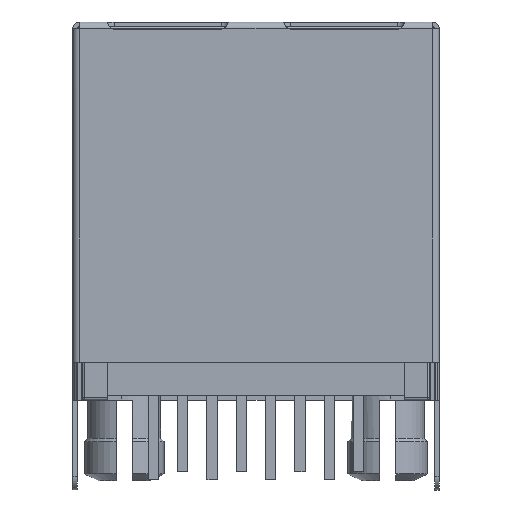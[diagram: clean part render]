
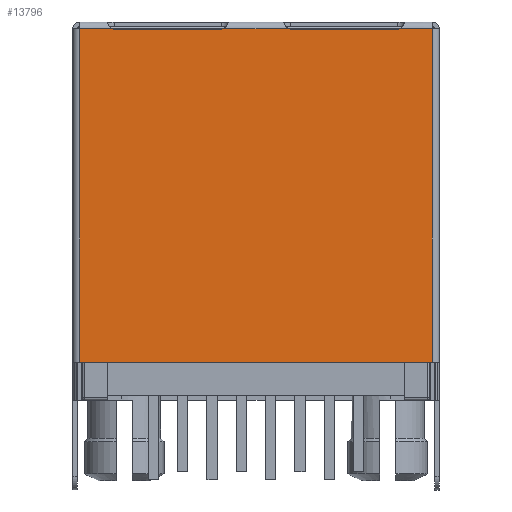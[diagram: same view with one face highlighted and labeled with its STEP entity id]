
A CAD part, front view. The second image highlights one B-rep face of the part: STEP entity #13796.
In plain terms, the highlighted planar face has unit normal (0, -1, 0).
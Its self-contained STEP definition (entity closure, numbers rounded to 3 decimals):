
#575=PLANE('',#14892);
#1288=FACE_OUTER_BOUND('',#2084,.T.);
#2084=EDGE_LOOP('',(#11853,#11854,#11855,#11856,#11857,#11858,#11859,#11860,
#11861,#11862,#11863,#11864));
#3485=LINE('',#21762,#5139);
#3499=LINE('',#21892,#5153);
#3535=LINE('',#22062,#5189);
#3536=LINE('',#22064,#5190);
#3537=LINE('',#22066,#5191);
#3538=LINE('',#22068,#5192);
#3539=LINE('',#22069,#5193);
#3540=LINE('',#22070,#5194);
#5139=VECTOR('',#17736,10.);
#5153=VECTOR('',#17778,10.);
#5189=VECTOR('',#17846,10.);
#5190=VECTOR('',#17847,10.);
#5191=VECTOR('',#17848,10.);
#5192=VECTOR('',#17849,10.);
#5193=VECTOR('',#17850,10.);
#5194=VECTOR('',#17851,10.);
#5832=CIRCLE('',#14861,0.3);
#5834=CIRCLE('',#14865,0.3);
#5840=CIRCLE('',#14875,0.3);
#5842=CIRCLE('',#14879,0.3);
#6778=VERTEX_POINT('',#21753);
#6779=VERTEX_POINT('',#21755);
#6781=VERTEX_POINT('',#21761);
#6783=VERTEX_POINT('',#21767);
#6796=VERTEX_POINT('',#21883);
#6797=VERTEX_POINT('',#21885);
#6799=VERTEX_POINT('',#21891);
#6801=VERTEX_POINT('',#21897);
#6833=VERTEX_POINT('',#22061);
#6834=VERTEX_POINT('',#22063);
#6835=VERTEX_POINT('',#22065);
#6836=VERTEX_POINT('',#22067);
#8472=EDGE_CURVE('',#6779,#6778,#5832,.T.);
#8475=EDGE_CURVE('',#6781,#6779,#3485,.T.);
#8478=EDGE_CURVE('',#6783,#6781,#5834,.T.);
#8498=EDGE_CURVE('',#6797,#6796,#5840,.T.);
#8501=EDGE_CURVE('',#6799,#6797,#3499,.T.);
#8504=EDGE_CURVE('',#6801,#6799,#5842,.T.);
#8549=EDGE_CURVE('',#6778,#6833,#3535,.T.);
#8550=EDGE_CURVE('',#6833,#6834,#3536,.T.);
#8551=EDGE_CURVE('',#6834,#6835,#3537,.T.);
#8552=EDGE_CURVE('',#6835,#6836,#3538,.T.);
#8553=EDGE_CURVE('',#6836,#6801,#3539,.T.);
#8554=EDGE_CURVE('',#6796,#6783,#3540,.T.);
#11853=ORIENTED_EDGE('',*,*,#8478,.T.);
#11854=ORIENTED_EDGE('',*,*,#8475,.T.);
#11855=ORIENTED_EDGE('',*,*,#8472,.T.);
#11856=ORIENTED_EDGE('',*,*,#8549,.T.);
#11857=ORIENTED_EDGE('',*,*,#8550,.T.);
#11858=ORIENTED_EDGE('',*,*,#8551,.T.);
#11859=ORIENTED_EDGE('',*,*,#8552,.T.);
#11860=ORIENTED_EDGE('',*,*,#8553,.T.);
#11861=ORIENTED_EDGE('',*,*,#8504,.T.);
#11862=ORIENTED_EDGE('',*,*,#8501,.T.);
#11863=ORIENTED_EDGE('',*,*,#8498,.T.);
#11864=ORIENTED_EDGE('',*,*,#8554,.T.);
#13796=ADVANCED_FACE('',(#1288),#575,.T.);
#14861=AXIS2_PLACEMENT_3D('',#21756,#17730,#17731);
#14865=AXIS2_PLACEMENT_3D('',#21768,#17742,#17743);
#14875=AXIS2_PLACEMENT_3D('',#21886,#17772,#17773);
#14879=AXIS2_PLACEMENT_3D('',#21898,#17784,#17785);
#14892=AXIS2_PLACEMENT_3D('',#22060,#17844,#17845);
#17730=DIRECTION('center_axis',(0.,1.,0.));
#17731=DIRECTION('ref_axis',(-1.,0.,0.));
#17736=DIRECTION('',(-1.,0.,0.));
#17742=DIRECTION('center_axis',(0.,1.,0.));
#17743=DIRECTION('ref_axis',(0.,0.,
-1.));
#17772=DIRECTION('center_axis',(0.,1.,0.));
#17773=DIRECTION('ref_axis',(1.,0.,0.));
#17778=DIRECTION('',(-1.,0.,0.));
#17784=DIRECTION('center_axis',(0.,1.,0.));
#17785=DIRECTION('ref_axis',(0.,0.,
1.));
#17844=DIRECTION('center_axis',(0.,-1.,0.));
#17845=DIRECTION('ref_axis',(1.,0.,0.));
#17846=DIRECTION('',(-1.,0.,0.));
#17847=DIRECTION('',(0.,0.,-1.));
#17848=DIRECTION('',(1.,0.,0.));
#17849=DIRECTION('',(0.,0.,1.));
#17850=DIRECTION('',(-1.,0.,0.));
#17851=DIRECTION('',(-1.,0.,0.));
#21753=CARTESIAN_POINT('',(-6.203,-8.325,-0.1));
#21755=CARTESIAN_POINT('',(-6.15,-8.325,-0.105));
#21756=CARTESIAN_POINT('Origin',(-6.15,-8.325,0.195));
#21761=CARTESIAN_POINT('',(-1.5,-8.325,-0.105));
#21762=CARTESIAN_POINT('',(-3.075,-8.325,-0.105));
#21767=CARTESIAN_POINT('',(-1.447,-8.325,-0.1));
#21768=CARTESIAN_POINT('Origin',(-1.5,-8.325,0.195));
#21883=CARTESIAN_POINT('',(1.447,-8.325,-0.1));
#21885=CARTESIAN_POINT('',(1.5,-8.325,-0.105));
#21886=CARTESIAN_POINT('Origin',(1.5,-8.325,0.195));
#21891=CARTESIAN_POINT('',(6.15,-8.325,-0.105));
#21892=CARTESIAN_POINT('',(0.75,-8.325,-0.105));
#21897=CARTESIAN_POINT('',(6.203,-8.325,-0.1));
#21898=CARTESIAN_POINT('Origin',(6.15,-8.325,0.195));
#22060=CARTESIAN_POINT('Origin',(0.,-8.325,
-7.177));
#22061=CARTESIAN_POINT('',(-7.65,-8.325,-0.1));
#22062=CARTESIAN_POINT('',(0.,-8.325,-0.1));
#22063=CARTESIAN_POINT('',(-7.65,-8.325,-14.55));
#22064=CARTESIAN_POINT('',(-7.65,-8.325,-3.639));
#22065=CARTESIAN_POINT('',(7.65,-8.325,-14.55));
#22066=CARTESIAN_POINT('',(-10.444,-8.325,-14.55));
#22067=CARTESIAN_POINT('',(7.65,-8.325,-0.1));
#22068=CARTESIAN_POINT('',(7.65,-8.325,-10.864));
#22069=CARTESIAN_POINT('',(0.,-8.325,-0.1));
#22070=CARTESIAN_POINT('',(0.,-8.325,-0.1));
